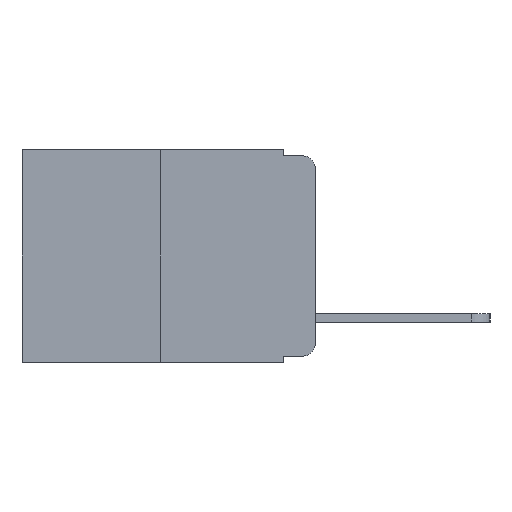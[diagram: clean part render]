
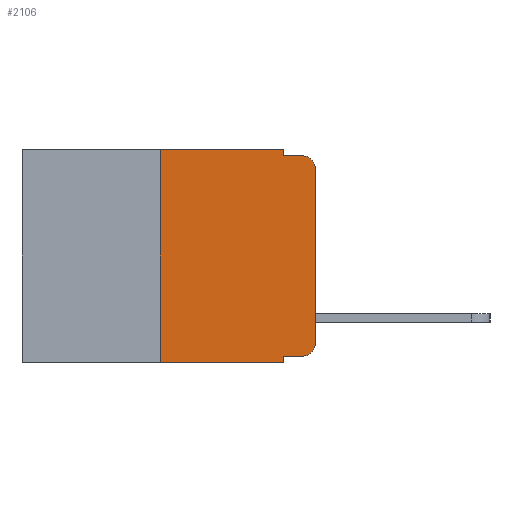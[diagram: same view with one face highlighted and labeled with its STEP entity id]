
A CAD part, left-side view. The second image highlights one B-rep face of the part: STEP entity #2106.
In plain terms, the highlighted planar face has unit normal (-1, 0, 0).
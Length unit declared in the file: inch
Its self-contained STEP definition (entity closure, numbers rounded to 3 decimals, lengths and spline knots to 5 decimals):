
#335 = VECTOR ( 'NONE', #8570, 39.37008 ) ;
#573 = CARTESIAN_POINT ( 'NONE',  ( 0., 0.051, 0. ) ) ;
#633 = PLANE ( 'NONE',  #9376 ) ;
#670 = LINE ( 'NONE', #9893, #335 ) ;
#785 = CARTESIAN_POINT ( 'NONE',  ( 0., 0.473, 0. ) ) ;
#788 = DIRECTION ( 'NONE',  ( 0., 0., 1. ) ) ;
#790 = CARTESIAN_POINT ( 'NONE',  ( 0., 0.473, 0. ) ) ;
#818 = DIRECTION ( 'NONE',  ( 0., -1., 0. ) ) ;
#822 = CARTESIAN_POINT ( 'NONE',  ( 0., 0., 0. ) ) ;
#858 = ORIENTED_EDGE ( 'NONE', *, *, #5481, .F. ) ;
#869 = ORIENTED_EDGE ( 'NONE', *, *, #8251, .F. ) ;
#889 = AXIS2_PLACEMENT_3D ( 'NONE', #2839, #2814, #5689 ) ;
#914 = DIRECTION ( 'NONE',  ( 0., 0., -1. ) ) ;
#926 = DIRECTION ( 'NONE',  ( 1., 0., 0. ) ) ;
#1116 = CARTESIAN_POINT ( 'NONE',  ( 0., 0.051, -0.343 ) ) ;
#1228 = ORIENTED_EDGE ( 'NONE', *, *, #8194, .F. ) ;
#1240 = ORIENTED_EDGE ( 'NONE', *, *, #8174, .T. ) ;
#1797 = VERTEX_POINT ( 'NONE', #3212 ) ;
#1830 = VECTOR ( 'NONE', #4337, 39.37008 ) ;
#2106 = ADVANCED_FACE ( 'NONE', ( #6087 ), #633, .F. ) ;
#2129 = ORIENTED_EDGE ( 'NONE', *, *, #8117, .T. ) ;
#2651 = VERTEX_POINT ( 'NONE', #2701 ) ;
#2701 = CARTESIAN_POINT ( 'NONE',  ( 0., 0.051, -0.01 ) ) ;
#2814 = DIRECTION ( 'NONE',  ( -1., 0., 0. ) ) ;
#2839 = CARTESIAN_POINT ( 'NONE',  ( 0., 0.02, -0.03 ) ) ;
#2964 = VERTEX_POINT ( 'NONE', #3948 ) ;
#3212 = CARTESIAN_POINT ( 'NONE',  ( 0., 0.25, -0.343 ) ) ;
#3610 = DIRECTION ( 'NONE',  ( 0., -1., 0. ) ) ;
#3644 = LINE ( 'NONE', #4700, #7439 ) ;
#3743 = VECTOR ( 'NONE', #818, 39.37008 ) ;
#3745 = VERTEX_POINT ( 'NONE', #9151 ) ;
#3912 = ORIENTED_EDGE ( 'NONE', *, *, #8367, .T. ) ;
#3946 = CARTESIAN_POINT ( 'NONE',  ( 0., 0.051, -0.333 ) ) ;
#3948 = CARTESIAN_POINT ( 'NONE',  ( 0., 0.02, -0.01 ) ) ;
#4020 = LINE ( 'NONE', #785, #3743 ) ;
#4054 = CIRCLE ( 'NONE', #5100, 0.02 ) ;
#4192 = DIRECTION ( 'NONE',  ( 0., -1., 0. ) ) ;
#4205 = CARTESIAN_POINT ( 'NONE',  ( 0., 0.051, -0.333 ) ) ;
#4252 = CARTESIAN_POINT ( 'NONE',  ( 0., 0.473, -0.343 ) ) ;
#4285 = LINE ( 'NONE', #4205, #8003 ) ;
#4337 = DIRECTION ( 'NONE',  ( 0., 0., -1. ) ) ;
#4419 = ORIENTED_EDGE ( 'NONE', *, *, #8351, .F. ) ;
#4454 = CARTESIAN_POINT ( 'NONE',  ( 0., 0., -0.03 ) ) ;
#4476 = DIRECTION ( 'NONE',  ( 0., -1., 0. ) ) ;
#4529 = LINE ( 'NONE', #9540, #8213 ) ;
#4577 = VERTEX_POINT ( 'NONE', #9966 ) ;
#4627 = VERTEX_POINT ( 'NONE', #8393 ) ;
#4700 = CARTESIAN_POINT ( 'NONE',  ( 0., 0.051, -0.01 ) ) ;
#4709 = ORIENTED_EDGE ( 'NONE', *, *, #6926, .T. ) ;
#5100 = AXIS2_PLACEMENT_3D ( 'NONE', #8866, #8677, #6565 ) ;
#5289 = ORIENTED_EDGE ( 'NONE', *, *, #8364, .F. ) ;
#5481 = EDGE_CURVE ( 'NONE', #4577, #9314, #4020, .T. ) ;
#5689 = DIRECTION ( 'NONE',  ( 0., 0., -1. ) ) ;
#6087 = FACE_OUTER_BOUND ( 'NONE', #8004, .T. ) ;
#6255 = DIRECTION ( 'NONE',  ( 0., 0., 1. ) ) ;
#6268 = LINE ( 'NONE', #6374, #1830 ) ;
#6374 = CARTESIAN_POINT ( 'NONE',  ( 0., 0.051, 0. ) ) ;
#6388 = LINE ( 'NONE', #822, #10029 ) ;
#6440 = VECTOR ( 'NONE', #3610, 39.37008 ) ;
#6565 = DIRECTION ( 'NONE',  ( 0., 0., -1. ) ) ;
#6926 = EDGE_CURVE ( 'NONE', #1797, #7088, #8385, .T. ) ;
#7088 = VERTEX_POINT ( 'NONE', #1116 ) ;
#7439 = VECTOR ( 'NONE', #4476, 39.37008 ) ;
#8003 = VECTOR ( 'NONE', #4192, 39.37008 ) ;
#8004 = EDGE_LOOP ( 'NONE', ( #2129, #1240, #1228, #869, #858, #4419, #4709, #5289, #3912, #8529 ) ) ;
#8117 = EDGE_CURVE ( 'NONE', #4627, #10006, #6388, .T. ) ;
#8174 = EDGE_CURVE ( 'NONE', #10006, #2964, #9596, .T. ) ;
#8194 = EDGE_CURVE ( 'NONE', #2651, #2964, #3644, .T. ) ;
#8213 = VECTOR ( 'NONE', #6255, 39.37008 ) ;
#8251 = EDGE_CURVE ( 'NONE', #9314, #2651, #670, .T. ) ;
#8351 = EDGE_CURVE ( 'NONE', #1797, #4577, #4529, .T. ) ;
#8364 = EDGE_CURVE ( 'NONE', #10276, #7088, #6268, .T. ) ;
#8367 = EDGE_CURVE ( 'NONE', #10276, #3745, #4285, .T. ) ;
#8376 = EDGE_CURVE ( 'NONE', #3745, #4627, #4054, .T. ) ;
#8385 = LINE ( 'NONE', #4252, #6440 ) ;
#8393 = CARTESIAN_POINT ( 'NONE',  ( 0., 0., -0.313 ) ) ;
#8529 = ORIENTED_EDGE ( 'NONE', *, *, #8376, .T. ) ;
#8570 = DIRECTION ( 'NONE',  ( 0., 0., -1. ) ) ;
#8677 = DIRECTION ( 'NONE',  ( -1., 0., 0. ) ) ;
#8866 = CARTESIAN_POINT ( 'NONE',  ( 0., 0.02, -0.313 ) ) ;
#9151 = CARTESIAN_POINT ( 'NONE',  ( 0., 0.02, -0.333 ) ) ;
#9314 = VERTEX_POINT ( 'NONE', #573 ) ;
#9376 = AXIS2_PLACEMENT_3D ( 'NONE', #790, #926, #914 ) ;
#9540 = CARTESIAN_POINT ( 'NONE',  ( 0., 0.25, 0. ) ) ;
#9596 = CIRCLE ( 'NONE', #889, 0.02 ) ;
#9893 = CARTESIAN_POINT ( 'NONE',  ( 0., 0.051, 0. ) ) ;
#9966 = CARTESIAN_POINT ( 'NONE',  ( 0., 0.25, 0. ) ) ;
#10006 = VERTEX_POINT ( 'NONE', #4454 ) ;
#10029 = VECTOR ( 'NONE', #788, 39.37008 ) ;
#10276 = VERTEX_POINT ( 'NONE', #3946 ) ;
